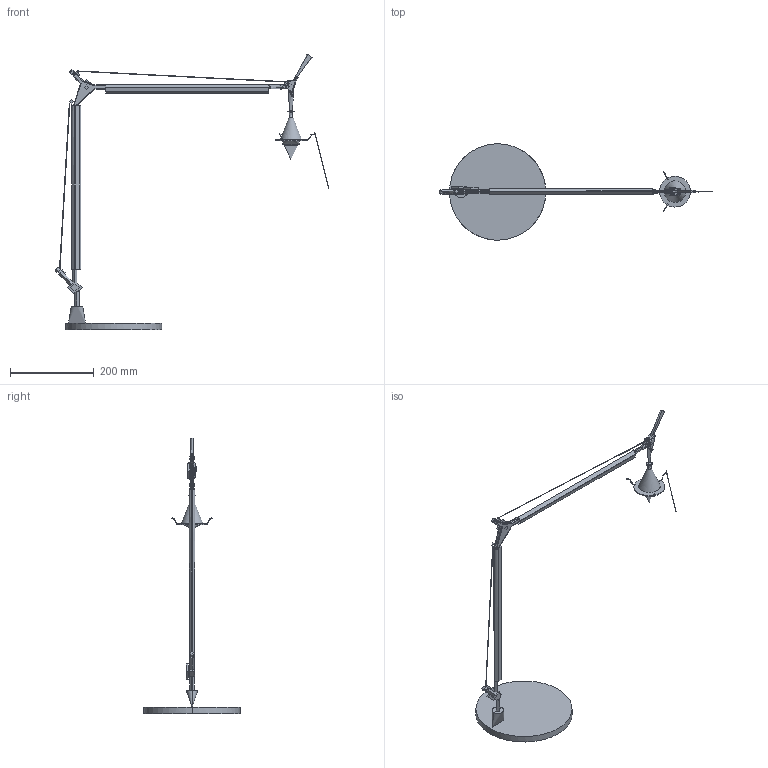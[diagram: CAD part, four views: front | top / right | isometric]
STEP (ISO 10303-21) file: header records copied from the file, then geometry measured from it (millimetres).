
FILE_DESCRIPTION(/* description */ (''),/* implementation_level */ '2;1');
FILE_NAME(/* name */ '3D 0947+A00400_Tolomeo Basculante Table + base tavolo',/* time_stamp */ '2018-01-23T12:38:55+01:00',/* author */ (''),/* organization */ (''),/* preprocessor_version */ 'ST-DEVELOPER v10',/* originating_system */ '',/* authorisation */ '');
FILE_SCHEMA (('AUTOMOTIVE_DESIGN'));
Length unit declared in the file: centimetre
Products named in the file (1): 1
Bounding box: 653.88 x 229.71 x 658.51 mm (x, y, z)
Volume: 717637.5 mm3; surface area: 337748.4 mm2
Topology: 13 solids, 28 shells, 632 faces, 1794 edges, 1171 vertices
Faces by surface type: bspline 483, plane 149
Entity records: 28369 total; most frequent: CARTESIAN_POINT 18438, ORIENTED_EDGE 3256, EDGE_CURVE 1724, VERTEX_POINT 1116, B_SPLINE_CURVE_WITH_KNOTS 879, EDGE_LOOP 664, ADVANCED_FACE 632, FACE_OUTER_BOUND 632
